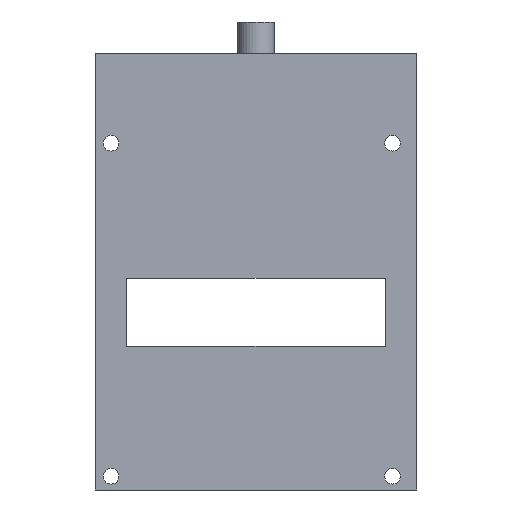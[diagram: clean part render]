
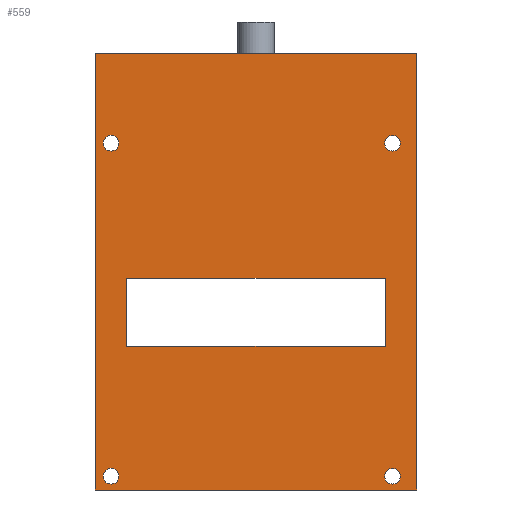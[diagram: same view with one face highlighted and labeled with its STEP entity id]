
A CAD part, front view. The second image highlights one B-rep face of the part: STEP entity #559.
In plain terms, the highlighted planar face has unit normal (0, -1, 0).
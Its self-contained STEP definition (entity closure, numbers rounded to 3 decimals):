
#38=FACE_BOUND('',#131,.T.);
#39=FACE_BOUND('',#132,.T.);
#40=FACE_BOUND('',#133,.T.);
#41=FACE_BOUND('',#134,.T.);
#42=FACE_BOUND('',#135,.T.);
#57=CIRCLE('',#609,1.375);
#58=CIRCLE('',#611,1.375);
#59=CIRCLE('',#613,1.375);
#60=CIRCLE('',#615,1.375);
#88=FACE_OUTER_BOUND('',#130,.T.);
#130=EDGE_LOOP('',(#501,#502,#503,#504));
#131=EDGE_LOOP('',(#505,#506,#507,#508));
#132=EDGE_LOOP('',(#509));
#133=EDGE_LOOP('',(#510));
#134=EDGE_LOOP('',(#511));
#135=EDGE_LOOP('',(#512));
#140=LINE('',#781,#195);
#161=LINE('',#838,#216);
#166=LINE('',#848,#221);
#170=LINE('',#855,#225);
#172=LINE('',#858,#227);
#186=LINE('',#911,#241);
#189=LINE('',#915,#244);
#190=LINE('',#917,#245);
#195=VECTOR('',#628,10.);
#216=VECTOR('',#681,10.);
#221=VECTOR('',#688,10.);
#225=VECTOR('',#694,10.);
#227=VECTOR('',#698,10.);
#241=VECTOR('',#758,10.);
#244=VECTOR('',#763,10.);
#245=VECTOR('',#766,10.);
#250=VERTEX_POINT('',#778);
#251=VERTEX_POINT('',#780);
#270=VERTEX_POINT('',#836);
#271=VERTEX_POINT('',#837);
#274=VERTEX_POINT('',#846);
#275=VERTEX_POINT('',#847);
#288=VERTEX_POINT('',#893);
#289=VERTEX_POINT('',#897);
#290=VERTEX_POINT('',#901);
#291=VERTEX_POINT('',#905);
#292=VERTEX_POINT('',#909);
#293=VERTEX_POINT('',#910);
#298=EDGE_CURVE('',#251,#250,#140,.T.);
#325=EDGE_CURVE('',#270,#271,#161,.T.);
#330=EDGE_CURVE('',#274,#275,#166,.T.);
#334=EDGE_CURVE('',#275,#251,#170,.T.);
#336=EDGE_CURVE('',#250,#274,#172,.T.);
#355=EDGE_CURVE('',#288,#288,#57,.T.);
#357=EDGE_CURVE('',#289,#289,#58,.T.);
#359=EDGE_CURVE('',#290,#290,#59,.T.);
#361=EDGE_CURVE('',#291,#291,#60,.T.);
#362=EDGE_CURVE('',#292,#293,#186,.T.);
#365=EDGE_CURVE('',#292,#271,#189,.T.);
#366=EDGE_CURVE('',#293,#270,#190,.T.);
#501=ORIENTED_EDGE('',*,*,#366,.F.);
#502=ORIENTED_EDGE('',*,*,#362,.F.);
#503=ORIENTED_EDGE('',*,*,#365,.T.);
#504=ORIENTED_EDGE('',*,*,#325,.F.);
#505=ORIENTED_EDGE('',*,*,#336,.T.);
#506=ORIENTED_EDGE('',*,*,#330,.T.);
#507=ORIENTED_EDGE('',*,*,#334,.T.);
#508=ORIENTED_EDGE('',*,*,#298,.T.);
#509=ORIENTED_EDGE('',*,*,#361,.F.);
#510=ORIENTED_EDGE('',*,*,#359,.F.);
#511=ORIENTED_EDGE('',*,*,#357,.F.);
#512=ORIENTED_EDGE('',*,*,#355,.F.);
#531=PLANE('',#619);
#559=ADVANCED_FACE('',(#88,#38,#39,#40,#41,#42),#531,.F.);
#609=AXIS2_PLACEMENT_3D('',#895,#739,#740);
#611=AXIS2_PLACEMENT_3D('',#899,#744,#745);
#613=AXIS2_PLACEMENT_3D('',#903,#749,#750);
#615=AXIS2_PLACEMENT_3D('',#907,#754,#755);
#619=AXIS2_PLACEMENT_3D('',#918,#767,#768);
#628=DIRECTION('',(-1.,0.,0.));
#681=DIRECTION('',(1.,0.,0.));
#688=DIRECTION('',(1.,0.,0.));
#694=DIRECTION('',(0.,0.,-1.));
#698=DIRECTION('',(0.,0.,1.));
#739=DIRECTION('center_axis',(0.,-1.,0.));
#740=DIRECTION('ref_axis',(1.,0.,0.));
#744=DIRECTION('center_axis',(0.,-1.,0.));
#745=DIRECTION('ref_axis',(1.,0.,0.));
#749=DIRECTION('center_axis',(0.,-1.,0.));
#750=DIRECTION('ref_axis',(1.,0.,0.));
#754=DIRECTION('center_axis',(0.,-1.,0.));
#755=DIRECTION('ref_axis',(1.,0.,0.));
#758=DIRECTION('',(-1.,0.,0.));
#763=DIRECTION('',(0.,0.,1.));
#766=DIRECTION('',(0.,0.,1.));
#767=DIRECTION('center_axis',(0.,1.,0.));
#768=DIRECTION('ref_axis',(1.,0.,0.));
#778=CARTESIAN_POINT('',(-22.5,0.,-7.5));
#780=CARTESIAN_POINT('',(22.5,0.,-7.5));
#781=CARTESIAN_POINT('',(-11.25,0.,-7.5));
#836=CARTESIAN_POINT('',(-28.,0.,43.5));
#837=CARTESIAN_POINT('',(28.,0.,43.5));
#838=CARTESIAN_POINT('',(-28.,0.,43.5));
#846=CARTESIAN_POINT('',(-22.5,0.,4.355));
#847=CARTESIAN_POINT('',(22.5,0.,4.355));
#848=CARTESIAN_POINT('',(11.25,0.,4.355));
#855=CARTESIAN_POINT('',(22.5,0.,-1.25));
#858=CARTESIAN_POINT('',(-22.5,0.,-1.25));
#893=CARTESIAN_POINT('',(-26.615,0.,27.9));
#895=CARTESIAN_POINT('Origin',(-25.24,0.,27.9));
#897=CARTESIAN_POINT('',(-26.615,0.,-30.1));
#899=CARTESIAN_POINT('Origin',(-25.24,0.,-30.1));
#901=CARTESIAN_POINT('',(22.385,0.,27.9));
#903=CARTESIAN_POINT('Origin',(23.76,0.,27.9));
#905=CARTESIAN_POINT('',(22.385,0.,-30.1));
#907=CARTESIAN_POINT('Origin',(23.76,0.,-30.1));
#909=CARTESIAN_POINT('',(28.,0.,-32.5));
#910=CARTESIAN_POINT('',(-28.,0.,-32.5));
#911=CARTESIAN_POINT('',(28.,0.,-32.5));
#915=CARTESIAN_POINT('',(28.,0.,32.5));
#917=CARTESIAN_POINT('',(-28.,0.,-32.5));
#918=CARTESIAN_POINT('Origin',(0.,0.,0.));
